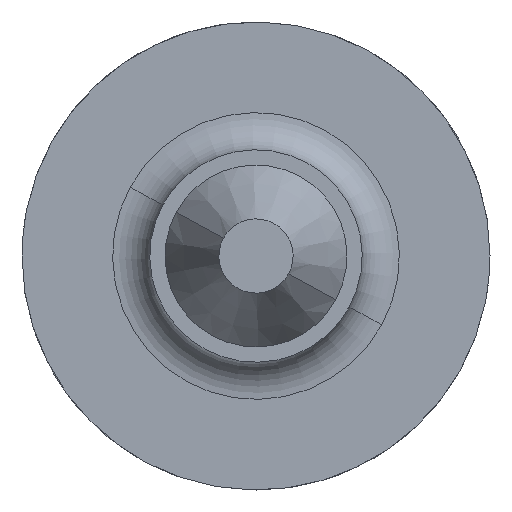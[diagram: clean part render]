
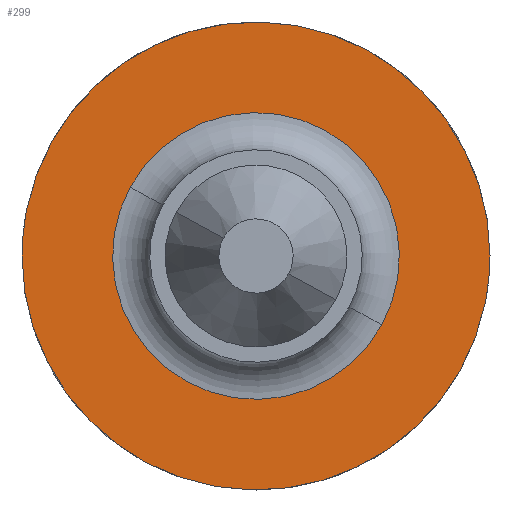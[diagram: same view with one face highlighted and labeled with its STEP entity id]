
A CAD part, front view. The second image highlights one B-rep face of the part: STEP entity #299.
In plain terms, the highlighted planar face has unit normal (0, -1, 0).
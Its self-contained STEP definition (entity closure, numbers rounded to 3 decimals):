
#78=AXIS2_PLACEMENT_3D('Circle Axis2P3D',#76,#77,$) ;
#126=AXIS2_PLACEMENT_3D('Circle Axis2P3D',#124,#125,$) ;
#263=AXIS2_PLACEMENT_3D('Plane Axis2P3D',#260,#261,#262) ;
#76=CARTESIAN_POINT('Axis2P3D Location',(0.,0.,0.)) ;
#80=CARTESIAN_POINT('Vertex',(1.694,0.,-0.925)) ;
#82=CARTESIAN_POINT('Vertex',(-1.694,0.,0.925)) ;
#124=CARTESIAN_POINT('Axis2P3D Location',(0.,0.,0.)) ;
#260=CARTESIAN_POINT('Axis2P3D Location',(0.,0.,0.)) ;
#266=CARTESIAN_POINT('Control Point',(-3.15,0.,0.)) ;
#267=CARTESIAN_POINT('Control Point',(-3.15,0.,-0.99)) ;
#268=CARTESIAN_POINT('Control Point',(-2.761,0.,-1.979)) ;
#269=CARTESIAN_POINT('Control Point',(-1.979,0.,-2.761)) ;
#270=CARTESIAN_POINT('Control Point',(0.,0.,-3.539)) ;
#271=CARTESIAN_POINT('Control Point',(1.979,0.,-2.761)) ;
#272=CARTESIAN_POINT('Control Point',(2.761,0.,-1.979)) ;
#273=CARTESIAN_POINT('Control Point',(3.15,0.,-0.99)) ;
#274=CARTESIAN_POINT('Control Point',(3.15,0.,0.)) ;
#275=CARTESIAN_POINT('Vertex',(3.15,0.,0.)) ;
#277=CARTESIAN_POINT('Vertex',(-3.15,0.,0.)) ;
#281=CARTESIAN_POINT('Control Point',(3.15,0.,0.)) ;
#282=CARTESIAN_POINT('Control Point',(3.15,0.,0.99)) ;
#283=CARTESIAN_POINT('Control Point',(2.761,0.,1.979)) ;
#284=CARTESIAN_POINT('Control Point',(1.979,0.,2.761)) ;
#285=CARTESIAN_POINT('Control Point',(0.,0.,3.539)) ;
#286=CARTESIAN_POINT('Control Point',(-1.979,0.,2.761)) ;
#287=CARTESIAN_POINT('Control Point',(-2.761,0.,1.979)) ;
#288=CARTESIAN_POINT('Control Point',(-3.15,0.,0.99)) ;
#289=CARTESIAN_POINT('Control Point',(-3.15,0.,0.)) ;
#77=DIRECTION('Axis2P3D Direction',(0.,-1.,-0.)) ;
#125=DIRECTION('Axis2P3D Direction',(-0.,-1.,0.)) ;
#261=DIRECTION('Axis2P3D Direction',(0.,-1.,0.)) ;
#262=DIRECTION('Axis2P3D XDirection',(0.,0.,-1.)) ;
#292=ORIENTED_EDGE('',*,*,#279,.F.) ;
#293=ORIENTED_EDGE('',*,*,#290,.F.) ;
#296=ORIENTED_EDGE('',*,*,#84,.F.) ;
#297=ORIENTED_EDGE('',*,*,#128,.F.) ;
#298=FACE_BOUND('',#295,.T.) ;
#299=ADVANCED_FACE('NONE',(#294,#298),#264,.T.) ;
#265=B_SPLINE_CURVE_WITH_KNOTS('',5,(#266,#267,#268,#269,#270,#271,#272,#273,#274),.UNSPECIFIED.,.F.,.U.,(6,3,6),(14.844,19.792,24.74),.UNSPECIFIED.) ;
#280=B_SPLINE_CURVE_WITH_KNOTS('',5,(#281,#282,#283,#284,#285,#286,#287,#288,#289),.UNSPECIFIED.,.F.,.U.,(6,3,6),(24.74,29.688,34.636),.UNSPECIFIED.) ;
#79=CIRCLE('generated circle',#78,1.93) ;
#127=CIRCLE('generated circle',#126,1.93) ;
#84=EDGE_CURVE('',#81,#83,#79,.T.) ;
#128=EDGE_CURVE('',#83,#81,#127,.T.) ;
#279=EDGE_CURVE('',#276,#278,#265,.F.) ;
#290=EDGE_CURVE('',#278,#276,#280,.F.) ;
#291=EDGE_LOOP('',(#292,#293)) ;
#295=EDGE_LOOP('',(#296,#297)) ;
#294=FACE_OUTER_BOUND('',#291,.T.) ;
#264=PLANE('',#263) ;
#81=VERTEX_POINT('',#80) ;
#83=VERTEX_POINT('',#82) ;
#276=VERTEX_POINT('',#275) ;
#278=VERTEX_POINT('',#277) ;
